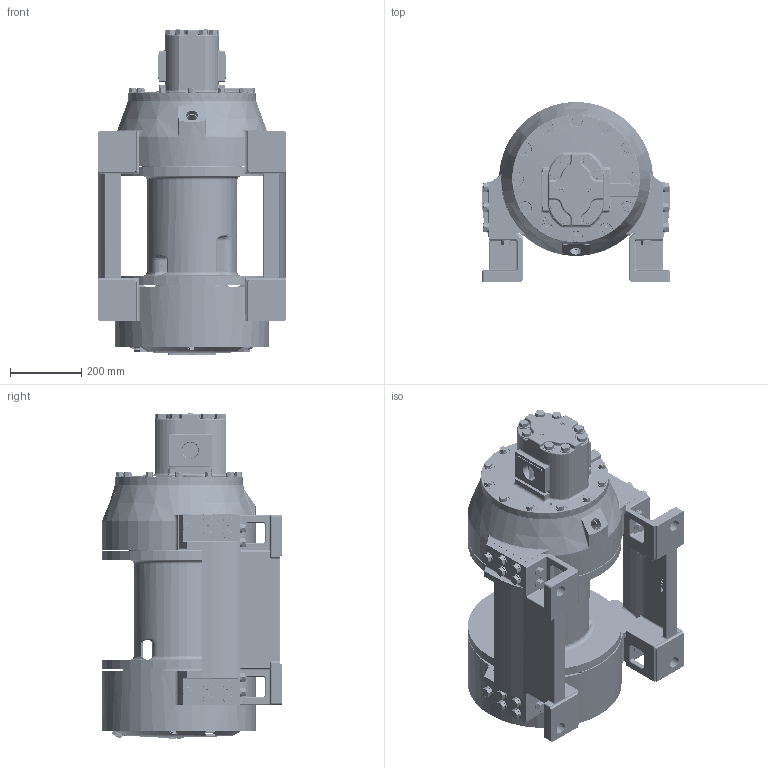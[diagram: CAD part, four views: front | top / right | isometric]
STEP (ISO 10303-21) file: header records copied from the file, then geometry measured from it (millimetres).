
FILE_DESCRIPTION((''),'2;1');
FILE_NAME('TWG-TEMP','2020-10-11T20:54:56',('Administrator'),(''),'CREO PARAMETRIC BY PTC INC, 2019030','CREO PARAMETRIC BY PTC INC, 2019030','');
FILE_SCHEMA(('AUTOMOTIVE_DESIGN { 1 0 10303 214 1 1 1 1 }'));
Length unit declared in the file: inch
Products named in the file (1): TWG-TEMP
Bounding box: 527.44 x 504.83 x 912.5 mm (x, y, z)
Volume: 523.6 mm3; surface area: 4549234.6 mm2
Topology: 1 solids, 250 shells, 4745 faces, 17428 edges, 12440 vertices
Faces by surface type: cylinder 1443, plane 1383, cone 623, torus 435, extrusion 403, bspline 388, sphere 70
Entity records: 287472 total; most frequent: CARTESIAN_POINT 119431, ORIENTED_EDGE 27146, DIRECTION 23416, EDGE_CURVE 17281, VERTEX_POINT 12440, AXIS2_PLACEMENT_3D 8139, VECTOR 7135, B_SPLINE_CURVE_WITH_KNOTS 6777
